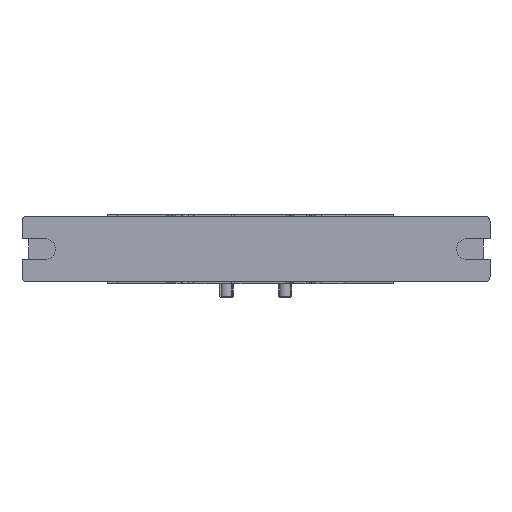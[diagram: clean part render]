
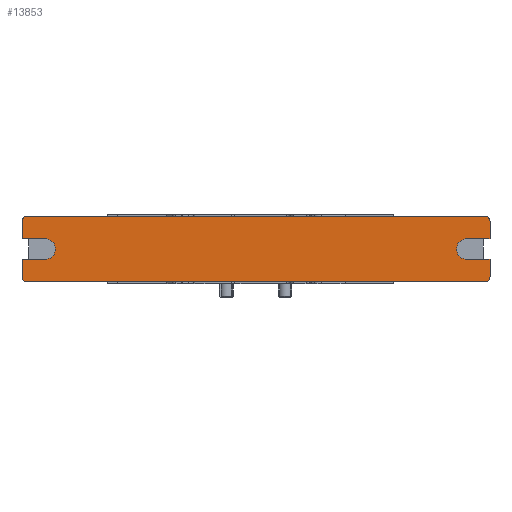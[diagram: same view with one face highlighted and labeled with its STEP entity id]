
A CAD part, front view. The second image highlights one B-rep face of the part: STEP entity #13853.
In plain terms, the highlighted planar face has unit normal (0, -1, 0).
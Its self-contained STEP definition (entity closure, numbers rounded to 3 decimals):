
#120 = DIRECTION ( 'NONE',  ( 0., 0., -1. ) ) ;
#376 = CIRCLE ( 'NONE', #25271, 1.5 ) ;
#448 = CIRCLE ( 'NONE', #14890, 3. ) ;
#581 = AXIS2_PLACEMENT_3D ( 'NONE', #10071, #28546, #12706 ) ;
#609 = VERTEX_POINT ( 'NONE', #646 ) ;
#646 = CARTESIAN_POINT ( 'NONE',  ( -72.322, -10.716, 12.294 ) ) ;
#747 = CARTESIAN_POINT ( 'NONE',  ( -24.652, -10.716, 13.794 ) ) ;
#834 = DIRECTION ( 'NONE',  ( 0., 0., -1. ) ) ;
#982 = VECTOR ( 'NONE', #15928, 1000. ) ;
#1351 = CARTESIAN_POINT ( 'NONE',  ( 63.078, -10.716, -3.706 ) ) ;
#1641 = VERTEX_POINT ( 'NONE', #25190 ) ;
#1806 = LINE ( 'NONE', #13403, #8078 ) ;
#2036 = DIRECTION ( 'NONE',  ( 0., 0., 1. ) ) ;
#2706 = CARTESIAN_POINT ( 'NONE',  ( -70.822, -10.716, 7.294 ) ) ;
#3067 = AXIS2_PLACEMENT_3D ( 'NONE', #8233, #26735, #10937 ) ;
#3091 = AXIS2_PLACEMENT_3D ( 'NONE', #8727, #27245, #11427 ) ;
#3245 = VECTOR ( 'NONE', #19953, 1000. ) ;
#3409 = EDGE_CURVE ( 'NONE', #27084, #18305, #17361, .T. ) ;
#3444 = ORIENTED_EDGE ( 'NONE', *, *, #3409, .T. ) ;
#3674 = ORIENTED_EDGE ( 'NONE', *, *, #18953, .F. ) ;
#3691 = CARTESIAN_POINT ( 'NONE',  ( -72.322, -10.716, -3.706 ) ) ;
#4068 = EDGE_CURVE ( 'NONE', #24947, #16488, #11042, .T. ) ;
#4210 = EDGE_CURVE ( 'NONE', #24340, #23812, #21338, .T. ) ;
#4326 = DIRECTION ( 'NONE',  ( 0., 1., 0. ) ) ;
#5459 = ORIENTED_EDGE ( 'NONE', *, *, #18287, .T. ) ;
#6065 = VERTEX_POINT ( 'NONE', #3691 ) ;
#6083 = CARTESIAN_POINT ( 'NONE',  ( -70.822, -10.716, 12.294 ) ) ;
#6522 = VERTEX_POINT ( 'NONE', #24590 ) ;
#6607 = DIRECTION ( 'NONE',  ( 0., 1., 0. ) ) ;
#6833 = CARTESIAN_POINT ( 'NONE',  ( 53.378, -10.716, 4.294 ) ) ;
#8078 = VECTOR ( 'NONE', #23888, 1000. ) ;
#8233 = CARTESIAN_POINT ( 'NONE',  ( 56.378, -10.716, 4.294 ) ) ;
#8257 = CARTESIAN_POINT ( 'NONE',  ( 56.378, -10.716, 7.294 ) ) ;
#8314 = EDGE_CURVE ( 'NONE', #28644, #26414, #1806, .T. ) ;
#8397 = CARTESIAN_POINT ( 'NONE',  ( -65.622, -10.716, 7.294 ) ) ;
#8447 = VECTOR ( 'NONE', #834, 1000. ) ;
#8727 = CARTESIAN_POINT ( 'NONE',  ( -70.822, -10.716, -3.706 ) ) ;
#8742 = DIRECTION ( 'NONE',  ( 0., 0., 1. ) ) ;
#9138 = CARTESIAN_POINT ( 'NONE',  ( 61.578, -10.716, -3.706 ) ) ;
#9458 = LINE ( 'NONE', #17327, #23514 ) ;
#9573 = ORIENTED_EDGE ( 'NONE', *, *, #4068, .F. ) ;
#9698 = CARTESIAN_POINT ( 'NONE',  ( 61.578, -10.716, 13.794 ) ) ;
#10071 = CARTESIAN_POINT ( 'NONE',  ( 61.578, -10.716, 12.294 ) ) ;
#10891 = ORIENTED_EDGE ( 'NONE', *, *, #4210, .T. ) ;
#10937 = DIRECTION ( 'NONE',  ( -1., 0., 0. ) ) ;
#11042 = CIRCLE ( 'NONE', #581, 1.5 ) ;
#11114 = LINE ( 'NONE', #747, #24304 ) ;
#11224 = EDGE_CURVE ( 'NONE', #1641, #17009, #21525, .T. ) ;
#11310 = PLANE ( 'NONE',  #3091 ) ;
#11340 = DIRECTION ( 'NONE',  ( 1., 0., 0. ) ) ;
#11386 = DIRECTION ( 'NONE',  ( 1., 0., 0. ) ) ;
#11398 = CARTESIAN_POINT ( 'NONE',  ( 56.378, -10.716, 1.294 ) ) ;
#11427 = DIRECTION ( 'NONE',  ( 1., 0., 0. ) ) ;
#11735 = ORIENTED_EDGE ( 'NONE', *, *, #28177, .T. ) ;
#11814 = DIRECTION ( 'NONE',  ( 0., 0., 1. ) ) ;
#12075 = AXIS2_PLACEMENT_3D ( 'NONE', #20219, #4326, #22876 ) ;
#12616 = CARTESIAN_POINT ( 'NONE',  ( -65.622, -10.716, 1.294 ) ) ;
#12706 = DIRECTION ( 'NONE',  ( 0., 0., -1. ) ) ;
#12803 = ORIENTED_EDGE ( 'NONE', *, *, #18170, .T. ) ;
#12872 = EDGE_LOOP ( 'NONE', ( #28368, #29975, #12803, #18194, #31280, #3444, #28443, #11735, #33595, #32939, #22586, #9573, #3674, #5459, #18701, #10891, #18011 ) ) ;
#13352 = EDGE_CURVE ( 'NONE', #27680, #16186, #32681, .T. ) ;
#13403 = CARTESIAN_POINT ( 'NONE',  ( -70.822, -10.716, 1.294 ) ) ;
#13728 = VECTOR ( 'NONE', #18493, 1000. ) ;
#13853 = ADVANCED_FACE ( 'NONE', ( #15259 ), #11310, .T. ) ;
#14117 = CARTESIAN_POINT ( 'NONE',  ( -70.822, -10.716, 7.294 ) ) ;
#14563 = LINE ( 'NONE', #23782, #13728 ) ;
#14659 = CIRCLE ( 'NONE', #3067, 3. ) ;
#14662 = CARTESIAN_POINT ( 'NONE',  ( -21.763, -10.716, -5.206 ) ) ;
#14890 = AXIS2_PLACEMENT_3D ( 'NONE', #22477, #6607, #25098 ) ;
#15097 = EDGE_CURVE ( 'NONE', #609, #24340, #9458, .T. ) ;
#15243 = LINE ( 'NONE', #33753, #18959 ) ;
#15259 = FACE_OUTER_BOUND ( 'NONE', #12872, .T. ) ;
#15333 = CIRCLE ( 'NONE', #31697, 1.5 ) ;
#15928 = DIRECTION ( 'NONE',  ( 1., 0., 0. ) ) ;
#16033 = DIRECTION ( 'NONE',  ( 0., -1., 0. ) ) ;
#16186 = VERTEX_POINT ( 'NONE', #27859 ) ;
#16488 = VERTEX_POINT ( 'NONE', #31977 ) ;
#17009 = VERTEX_POINT ( 'NONE', #32169 ) ;
#17148 = CARTESIAN_POINT ( 'NONE',  ( -72.322, -10.716, 7.294 ) ) ;
#17291 = VERTEX_POINT ( 'NONE', #6833 ) ;
#17327 = CARTESIAN_POINT ( 'NONE',  ( -72.322, -10.716, -3.706 ) ) ;
#17361 = LINE ( 'NONE', #1351, #3245 ) ;
#18011 = ORIENTED_EDGE ( 'NONE', *, *, #28441, .T. ) ;
#18132 = EDGE_CURVE ( 'NONE', #18305, #28298, #14563, .T. ) ;
#18170 = EDGE_CURVE ( 'NONE', #6065, #17009, #376, .T. ) ;
#18194 = ORIENTED_EDGE ( 'NONE', *, *, #11224, .F. ) ;
#18287 = EDGE_CURVE ( 'NONE', #6522, #609, #15333, .T. ) ;
#18305 = VERTEX_POINT ( 'NONE', #21940 ) ;
#18390 = CARTESIAN_POINT ( 'NONE',  ( 63.078, -10.716, -3.706 ) ) ;
#18493 = DIRECTION ( 'NONE',  ( -1., 0., 0. ) ) ;
#18701 = ORIENTED_EDGE ( 'NONE', *, *, #15097, .T. ) ;
#18953 = EDGE_CURVE ( 'NONE', #6522, #24947, #11114, .T. ) ;
#18959 = VECTOR ( 'NONE', #2036, 1000. ) ;
#19634 = EDGE_CURVE ( 'NONE', #17291, #27680, #26230, .T. ) ;
#19953 = DIRECTION ( 'NONE',  ( 0., 0., 1. ) ) ;
#20219 = CARTESIAN_POINT ( 'NONE',  ( 56.378, -10.716, 4.294 ) ) ;
#20883 = AXIS2_PLACEMENT_3D ( 'NONE', #9138, #27629, #11814 ) ;
#21338 = LINE ( 'NONE', #2706, #982 ) ;
#21516 = CARTESIAN_POINT ( 'NONE',  ( -72.322, -10.716, 1.294 ) ) ;
#21525 = LINE ( 'NONE', #14662, #28551 ) ;
#21717 = EDGE_CURVE ( 'NONE', #1641, #27084, #32563, .T. ) ;
#21940 = CARTESIAN_POINT ( 'NONE',  ( 63.078, -10.716, 1.294 ) ) ;
#22477 = CARTESIAN_POINT ( 'NONE',  ( -65.622, -10.716, 4.294 ) ) ;
#22586 = ORIENTED_EDGE ( 'NONE', *, *, #29674, .T. ) ;
#22876 = DIRECTION ( 'NONE',  ( -1., 0., 0. ) ) ;
#23514 = VECTOR ( 'NONE', #33116, 1000. ) ;
#23782 = CARTESIAN_POINT ( 'NONE',  ( -70.822, -10.716, 1.294 ) ) ;
#23812 = VERTEX_POINT ( 'NONE', #8397 ) ;
#23888 = DIRECTION ( 'NONE',  ( -1., 0., 0. ) ) ;
#24304 = VECTOR ( 'NONE', #11386, 1000. ) ;
#24340 = VERTEX_POINT ( 'NONE', #17148 ) ;
#24580 = DIRECTION ( 'NONE',  ( 0., -1., 0. ) ) ;
#24590 = CARTESIAN_POINT ( 'NONE',  ( -70.822, -10.716, 13.794 ) ) ;
#24947 = VERTEX_POINT ( 'NONE', #9698 ) ;
#25098 = DIRECTION ( 'NONE',  ( -1., 0., 0. ) ) ;
#25190 = CARTESIAN_POINT ( 'NONE',  ( 61.578, -10.716, -5.206 ) ) ;
#25271 = AXIS2_PLACEMENT_3D ( 'NONE', #31879, #16033, #120 ) ;
#26230 = CIRCLE ( 'NONE', #12075, 3. ) ;
#26414 = VERTEX_POINT ( 'NONE', #21516 ) ;
#26735 = DIRECTION ( 'NONE',  ( 0., 1., 0. ) ) ;
#27084 = VERTEX_POINT ( 'NONE', #18390 ) ;
#27245 = DIRECTION ( 'NONE',  ( 0., -1., 0. ) ) ;
#27629 = DIRECTION ( 'NONE',  ( 0., -1., 0. ) ) ;
#27680 = VERTEX_POINT ( 'NONE', #8257 ) ;
#27859 = CARTESIAN_POINT ( 'NONE',  ( 63.078, -10.716, 7.294 ) ) ;
#28144 = VECTOR ( 'NONE', #11340, 1000. ) ;
#28177 = EDGE_CURVE ( 'NONE', #28298, #17291, #14659, .T. ) ;
#28298 = VERTEX_POINT ( 'NONE', #11398 ) ;
#28368 = ORIENTED_EDGE ( 'NONE', *, *, #8314, .T. ) ;
#28441 = EDGE_CURVE ( 'NONE', #23812, #28644, #448, .T. ) ;
#28443 = ORIENTED_EDGE ( 'NONE', *, *, #18132, .T. ) ;
#28546 = DIRECTION ( 'NONE',  ( 0., 1., 0. ) ) ;
#28551 = VECTOR ( 'NONE', #30345, 1000. ) ;
#28644 = VERTEX_POINT ( 'NONE', #12616 ) ;
#29560 = LINE ( 'NONE', #32580, #8447 ) ;
#29674 = EDGE_CURVE ( 'NONE', #16186, #16488, #15243, .T. ) ;
#29975 = ORIENTED_EDGE ( 'NONE', *, *, #32787, .T. ) ;
#30345 = DIRECTION ( 'NONE',  ( -1., 0., 0. ) ) ;
#31280 = ORIENTED_EDGE ( 'NONE', *, *, #21717, .T. ) ;
#31697 = AXIS2_PLACEMENT_3D ( 'NONE', #6083, #24580, #8742 ) ;
#31879 = CARTESIAN_POINT ( 'NONE',  ( -70.822, -10.716, -3.706 ) ) ;
#31977 = CARTESIAN_POINT ( 'NONE',  ( 63.078, -10.716, 12.294 ) ) ;
#32169 = CARTESIAN_POINT ( 'NONE',  ( -70.822, -10.716, -5.206 ) ) ;
#32563 = CIRCLE ( 'NONE', #20883, 1.5 ) ;
#32580 = CARTESIAN_POINT ( 'NONE',  ( -72.322, -10.716, -3.706 ) ) ;
#32681 = LINE ( 'NONE', #14117, #28144 ) ;
#32787 = EDGE_CURVE ( 'NONE', #26414, #6065, #29560, .T. ) ;
#32939 = ORIENTED_EDGE ( 'NONE', *, *, #13352, .T. ) ;
#33116 = DIRECTION ( 'NONE',  ( 0., 0., -1. ) ) ;
#33595 = ORIENTED_EDGE ( 'NONE', *, *, #19634, .T. ) ;
#33753 = CARTESIAN_POINT ( 'NONE',  ( 63.078, -10.716, -3.706 ) ) ;
